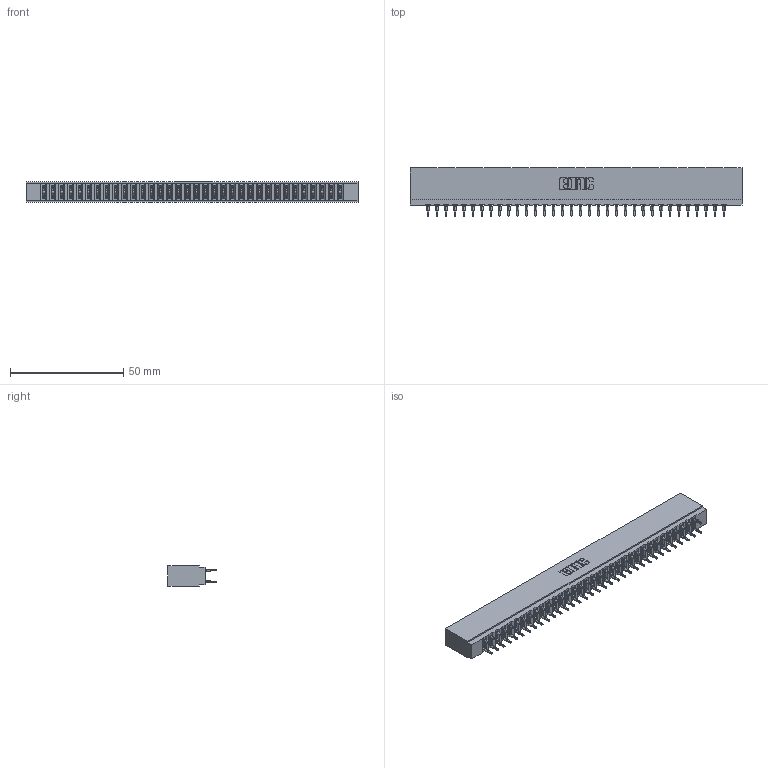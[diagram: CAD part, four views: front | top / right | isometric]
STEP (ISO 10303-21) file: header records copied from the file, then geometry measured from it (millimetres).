
FILE_DESCRIPTION (( 'STEP AP203' ), '1' );
FILE_NAME ('737-068-560-201.STEP', '2020-09-11T06:54:06', ( '' ), ( '' ), 'SwSTEP 2.0', 'SolidWorks 2020', '' );
FILE_SCHEMA (( 'CONFIG_CONTROL_DESIGN' ));
Length unit declared in the file: inch
Products named in the file (3): 745-292-001_560; 737-068-560-201; 737 Part_Insulator Option - 01
Assembly tree (69 placements, depth 2):
  737-068-560-201
    737 Part_Insulator Option - 01
    745-292-001_560  x68
Bounding box: 146.56 x 21.22 x 8.89 mm (x, y, z)
Volume: 14787.8 mm3; surface area: 22523.6 mm2
Topology: 69 solids, 69 shells, 6826 faces, 18683 edges, 11866 vertices
Faces by surface type: plane 3556, cylinder 1502, bspline 1360, torus 408
Entity records: 59750 total; most frequent: CARTESIAN_POINT 10879, ORIENTED_EDGE 10298, DIRECTION 8999, EDGE_CURVE 5149, VECTOR 4755, LINE 4755, VERTEX_POINT 3290, AXIS2_PLACEMENT_3D 2122
